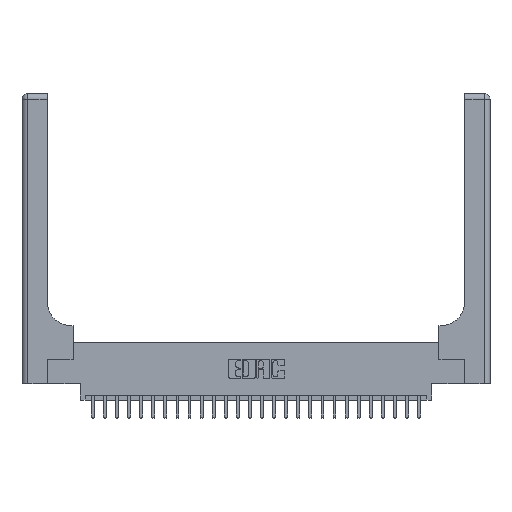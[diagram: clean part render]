
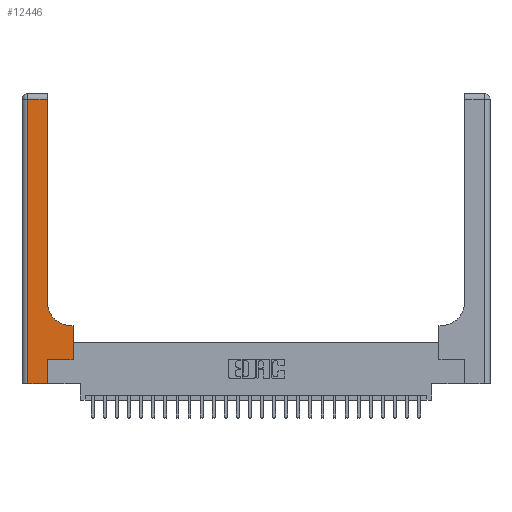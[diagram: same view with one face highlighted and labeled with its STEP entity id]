
A CAD part, top view. The second image highlights one B-rep face of the part: STEP entity #12446.
In plain terms, the highlighted planar face has unit normal (0, 0, 1).
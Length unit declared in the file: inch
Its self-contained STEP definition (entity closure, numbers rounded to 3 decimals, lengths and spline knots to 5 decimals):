
#384 = FACE_OUTER_BOUND ( 'NONE', #21509, .T. ) ;
#1245 = VECTOR ( 'NONE', #19606, 39.37008 ) ;
#1328 = CARTESIAN_POINT ( 'NONE',  ( 0.26, 2.94, 0.37 ) ) ;
#1864 = CARTESIAN_POINT ( 'NONE',  ( 0.265, 0.25, 0.37 ) ) ;
#2127 = DIRECTION ( 'NONE',  ( 1., 0., 0. ) ) ;
#2334 = VECTOR ( 'NONE', #18394, 39.37008 ) ;
#2418 = ORIENTED_EDGE ( 'NONE', *, *, #8309, .T. ) ;
#2495 = EDGE_CURVE ( 'NONE', #20159, #15884, #16230, .T. ) ;
#2656 = CARTESIAN_POINT ( 'NONE',  ( 0.528, 0.25, 0.37 ) ) ;
#2892 = LINE ( 'NONE', #17412, #17293 ) ;
#3757 = CARTESIAN_POINT ( 'NONE',  ( 0., 0., 0.37 ) ) ;
#4001 = EDGE_CURVE ( 'NONE', #22221, #12110, #2892, .T. ) ;
#4149 = CARTESIAN_POINT ( 'NONE',  ( 0.265, 0., 0.37 ) ) ;
#4400 = LINE ( 'NONE', #4149, #2334 ) ;
#5188 = VERTEX_POINT ( 'NONE', #9699 ) ;
#5597 = ORIENTED_EDGE ( 'NONE', *, *, #14578, .T. ) ;
#5647 = AXIS2_PLACEMENT_3D ( 'NONE', #6183, #20550, #8691 ) ;
#6183 = CARTESIAN_POINT ( 'NONE',  ( 0., 3., 0.37 ) ) ;
#6405 = VECTOR ( 'NONE', #20989, 39.37008 ) ;
#7315 = VECTOR ( 'NONE', #15838, 39.37008 ) ;
#7418 = VERTEX_POINT ( 'NONE', #1328 ) ;
#8184 = CARTESIAN_POINT ( 'NONE',  ( 0.51, 0.85, 0.37 ) ) ;
#8221 = LINE ( 'NONE', #8351, #19836 ) ;
#8309 = EDGE_CURVE ( 'NONE', #12110, #10196, #19011, .T. ) ;
#8351 = CARTESIAN_POINT ( 'NONE',  ( 0., 2.94, 0.37 ) ) ;
#8439 = DIRECTION ( 'NONE',  ( 0., 0., -1. ) ) ;
#8691 = DIRECTION ( 'NONE',  ( -1., 0., 0. ) ) ;
#9063 = CARTESIAN_POINT ( 'NONE',  ( 0.51, 0.6, 0.37 ) ) ;
#9476 = CARTESIAN_POINT ( 'NONE',  ( 0.26, 0.6, 0.37 ) ) ;
#9510 = CARTESIAN_POINT ( 'NONE',  ( 0.528, 0.6, 0.37 ) ) ;
#9699 = CARTESIAN_POINT ( 'NONE',  ( 0.265, 0., 0.37 ) ) ;
#10196 = VERTEX_POINT ( 'NONE', #9510 ) ;
#10261 = ORIENTED_EDGE ( 'NONE', *, *, #15322, .T. ) ;
#10302 = EDGE_CURVE ( 'NONE', #15884, #7418, #14244, .T. ) ;
#10421 = PLANE ( 'NONE',  #5647 ) ;
#11949 = ORIENTED_EDGE ( 'NONE', *, *, #10302, .T. ) ;
#11979 = LINE ( 'NONE', #9476, #1245 ) ;
#12110 = VERTEX_POINT ( 'NONE', #15943 ) ;
#12446 = ADVANCED_FACE ( 'NONE', ( #384 ), #10421, .F. ) ;
#12718 = DIRECTION ( 'NONE',  ( -1., 0., 0. ) ) ;
#12762 = DIRECTION ( 'NONE',  ( 0., -1., 0. ) ) ;
#13487 = VERTEX_POINT ( 'NONE', #25084 ) ;
#14244 = LINE ( 'NONE', #16338, #7315 ) ;
#14578 = EDGE_CURVE ( 'NONE', #5188, #22221, #4400, .T. ) ;
#14976 = AXIS2_PLACEMENT_3D ( 'NONE', #8184, #8439, #2127 ) ;
#15322 = EDGE_CURVE ( 'NONE', #18576, #13487, #16845, .T. ) ;
#15827 = CARTESIAN_POINT ( 'NONE',  ( 0.06, 2.94, 0.37 ) ) ;
#15838 = DIRECTION ( 'NONE',  ( 0., 1., 0. ) ) ;
#15884 = VERTEX_POINT ( 'NONE', #17078 ) ;
#15943 = CARTESIAN_POINT ( 'NONE',  ( 0.528, 0.25, 0.37 ) ) ;
#16089 = ORIENTED_EDGE ( 'NONE', *, *, #2495, .T. ) ;
#16230 = CIRCLE ( 'NONE', #14976, 0.25 ) ;
#16338 = CARTESIAN_POINT ( 'NONE',  ( 0.26, 3., 0.37 ) ) ;
#16845 = LINE ( 'NONE', #18808, #17953 ) ;
#17078 = CARTESIAN_POINT ( 'NONE',  ( 0.26, 0.85, 0.37 ) ) ;
#17293 = VECTOR ( 'NONE', #25196, 39.37008 ) ;
#17412 = CARTESIAN_POINT ( 'NONE',  ( 0.265, 0.25, 0.37 ) ) ;
#17953 = VECTOR ( 'NONE', #12762, 39.37008 ) ;
#18317 = ORIENTED_EDGE ( 'NONE', *, *, #4001, .T. ) ;
#18394 = DIRECTION ( 'NONE',  ( 0., 1., 0. ) ) ;
#18576 = VERTEX_POINT ( 'NONE', #15827 ) ;
#18808 = CARTESIAN_POINT ( 'NONE',  ( 0.06, 3., 0.37 ) ) ;
#19011 = LINE ( 'NONE', #2656, #6405 ) ;
#19018 = EDGE_CURVE ( 'NONE', #13487, #5188, #21442, .T. ) ;
#19606 = DIRECTION ( 'NONE',  ( -1., 0., 0. ) ) ;
#19836 = VECTOR ( 'NONE', #12718, 39.37008 ) ;
#20159 = VERTEX_POINT ( 'NONE', #9063 ) ;
#20550 = DIRECTION ( 'NONE',  ( 0., 0., -1. ) ) ;
#20989 = DIRECTION ( 'NONE',  ( 0., 1., 0. ) ) ;
#21442 = LINE ( 'NONE', #3757, #25969 ) ;
#21509 = EDGE_LOOP ( 'NONE', ( #11949, #22738, #10261, #23298, #5597, #18317, #2418, #21687, #16089 ) ) ;
#21687 = ORIENTED_EDGE ( 'NONE', *, *, #24286, .T. ) ;
#22221 = VERTEX_POINT ( 'NONE', #1864 ) ;
#22738 = ORIENTED_EDGE ( 'NONE', *, *, #25952, .T. ) ;
#23298 = ORIENTED_EDGE ( 'NONE', *, *, #19018, .T. ) ;
#24286 = EDGE_CURVE ( 'NONE', #10196, #20159, #11979, .T. ) ;
#25084 = CARTESIAN_POINT ( 'NONE',  ( 0.06, 0., 0.37 ) ) ;
#25196 = DIRECTION ( 'NONE',  ( 1., 0., 0. ) ) ;
#25406 = DIRECTION ( 'NONE',  ( 1., 0., 0. ) ) ;
#25952 = EDGE_CURVE ( 'NONE', #7418, #18576, #8221, .T. ) ;
#25969 = VECTOR ( 'NONE', #25406, 39.37008 ) ;
